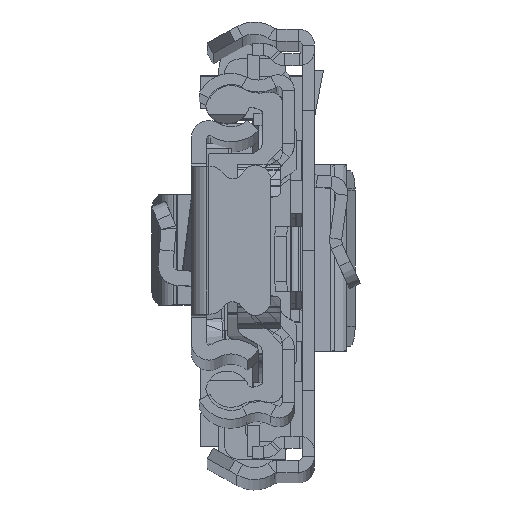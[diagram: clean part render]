
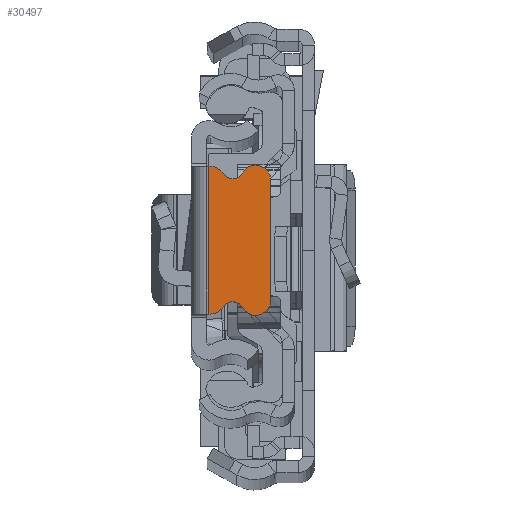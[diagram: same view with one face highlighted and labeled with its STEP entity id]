
A CAD part, top view. The second image highlights one B-rep face of the part: STEP entity #30497.
In plain terms, the highlighted planar face has unit normal (0, 0, 1).
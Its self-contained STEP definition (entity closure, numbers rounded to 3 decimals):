
#94 = VERTEX_POINT ( 'NONE', #28606 ) ;
#604 = CARTESIAN_POINT ( 'NONE',  ( -4.142, 7.236, 0. ) ) ;
#908 = CARTESIAN_POINT ( 'NONE',  ( -1.929, -7.37, 0. ) ) ;
#1647 = EDGE_CURVE ( 'NONE', #26132, #20672, #9144, .T. ) ;
#1994 = ORIENTED_EDGE ( 'NONE', *, *, #15721, .T. ) ;
#2031 = DIRECTION ( 'NONE',  ( -1., 0., 0. ) ) ;
#2041 = ORIENTED_EDGE ( 'NONE', *, *, #26469, .T. ) ;
#2843 = CARTESIAN_POINT ( 'NONE',  ( -3.206, -6.658, 0. ) ) ;
#2929 = CARTESIAN_POINT ( 'NONE',  ( -7.929, -6., 0. ) ) ;
#3000 = EDGE_LOOP ( 'NONE', ( #13789, #16305, #33295, #2041, #33963, #1994, #4305, #4860, #4811, #14833 ) ) ;
#3089 = DIRECTION ( 'NONE',  ( 1., 0., 0. ) ) ;
#3109 = CARTESIAN_POINT ( 'NONE',  ( -1.929, -7.37, 0. ) ) ;
#3407 = CARTESIAN_POINT ( 'NONE',  ( -6.429, -6., 0. ) ) ;
#3781 = AXIS2_PLACEMENT_3D ( 'NONE', #7351, #17923, #18102 ) ;
#4305 = ORIENTED_EDGE ( 'NONE', *, *, #5727, .T. ) ;
#4404 = AXIS2_PLACEMENT_3D ( 'NONE', #17701, #28622, #28803 ) ;
#4811 = ORIENTED_EDGE ( 'NONE', *, *, #22590, .T. ) ;
#4860 = ORIENTED_EDGE ( 'NONE', *, *, #26518, .T. ) ;
#5357 = DIRECTION ( 'NONE',  ( 1., 0., 0. ) ) ;
#5727 = EDGE_CURVE ( 'NONE', #18163, #31171, #32658, .T. ) ;
#5898 = DIRECTION ( 'NONE',  ( -1., 0., 0. ) ) ;
#6041 = DIRECTION ( 'NONE',  ( -1., 0., 0. ) ) ;
#6251 = CARTESIAN_POINT ( 'NONE',  ( -1.929, 7.37, 0. ) ) ;
#6332 = AXIS2_PLACEMENT_3D ( 'NONE', #15788, #18421, #2031 ) ;
#7351 = CARTESIAN_POINT ( 'NONE',  ( -1.929, -5.87, 0. ) ) ;
#7986 = EDGE_CURVE ( 'NONE', #29237, #21589, #17916, .T. ) ;
#8244 = DIRECTION ( 'NONE',  ( 1., 0., 0. ) ) ;
#8326 = CARTESIAN_POINT ( 'NONE',  ( -7.929, 6., 0. ) ) ;
#8693 = DIRECTION ( 'NONE',  ( 0., 0., 1. ) ) ;
#9144 = CIRCLE ( 'NONE', #6332, 1.5 ) ;
#9230 = AXIS2_PLACEMENT_3D ( 'NONE', #18958, #30035, #5898 ) ;
#9950 = CARTESIAN_POINT ( 'NONE',  ( -1.75, 0., 0. ) ) ;
#10521 = DIRECTION ( 'NONE',  ( 0., -1., 0. ) ) ;
#10629 = EDGE_CURVE ( 'NONE', #29237, #18065, #19796, .T. ) ;
#11239 = CARTESIAN_POINT ( 'NONE',  ( 592.771, 0., 0. ) ) ;
#13789 = ORIENTED_EDGE ( 'NONE', *, *, #21368, .F. ) ;
#14833 = ORIENTED_EDGE ( 'NONE', *, *, #25495, .F. ) ;
#15721 = EDGE_CURVE ( 'NONE', #20672, #18163, #27094, .T. ) ;
#15788 = CARTESIAN_POINT ( 'NONE',  ( -6.429, 6., 0. ) ) ;
#16305 = ORIENTED_EDGE ( 'NONE', *, *, #10629, .F. ) ;
#16570 = CIRCLE ( 'NONE', #9230, 1.1 ) ;
#17701 = CARTESIAN_POINT ( 'NONE',  ( -1.929, 5.87, 0. ) ) ;
#17916 = CIRCLE ( 'NONE', #4404, 1.5 ) ;
#17923 = DIRECTION ( 'NONE',  ( 0., 0., 1. ) ) ;
#18065 = VERTEX_POINT ( 'NONE', #21177 ) ;
#18102 = DIRECTION ( 'NONE',  ( 1., 0., 0. ) ) ;
#18163 = VERTEX_POINT ( 'NONE', #18693 ) ;
#18421 = DIRECTION ( 'NONE',  ( 0., 0., 1. ) ) ;
#18582 = DIRECTION ( 'NONE',  ( 0., -1., 0. ) ) ;
#18643 = FACE_OUTER_BOUND ( 'NONE', #3000, .T. ) ;
#18693 = CARTESIAN_POINT ( 'NONE',  ( -7.929, -6., 0. ) ) ;
#18958 = CARTESIAN_POINT ( 'NONE',  ( -4.142, -7.236, 0. ) ) ;
#19468 = CARTESIAN_POINT ( 'NONE',  ( -1.929, 7.37, 0. ) ) ;
#19633 = DIRECTION ( 'NONE',  ( 1., 0., 0. ) ) ;
#19796 = LINE ( 'NONE', #19468, #22266 ) ;
#20672 = VERTEX_POINT ( 'NONE', #8326 ) ;
#20725 = AXIS2_PLACEMENT_3D ( 'NONE', #11239, #31846, #8244 ) ;
#21177 = CARTESIAN_POINT ( 'NONE',  ( -1.75, 7.37, 0. ) ) ;
#21368 = EDGE_CURVE ( 'NONE', #18065, #94, #28618, .T. ) ;
#21589 = VERTEX_POINT ( 'NONE', #22780 ) ;
#21604 = DIRECTION ( 'NONE',  ( 0., 0., -1. ) ) ;
#22266 = VECTOR ( 'NONE', #19633, 1000. ) ;
#22590 = EDGE_CURVE ( 'NONE', #27337, #24151, #27427, .T. ) ;
#22780 = CARTESIAN_POINT ( 'NONE',  ( -3.206, 6.658, 0. ) ) ;
#24151 = VERTEX_POINT ( 'NONE', #3109 ) ;
#24625 = PLANE ( 'NONE',  #20725 ) ;
#24984 = AXIS2_PLACEMENT_3D ( 'NONE', #604, #21604, #3089 ) ;
#25234 = LINE ( 'NONE', #908, #33693 ) ;
#25495 = EDGE_CURVE ( 'NONE', #94, #24151, #25234, .T. ) ;
#25921 = AXIS2_PLACEMENT_3D ( 'NONE', #3407, #8693, #5357 ) ;
#26100 = CARTESIAN_POINT ( 'NONE',  ( -5.109, -6.713, 0. ) ) ;
#26132 = VERTEX_POINT ( 'NONE', #34331 ) ;
#26469 = EDGE_CURVE ( 'NONE', #21589, #26132, #31166, .T. ) ;
#26518 = EDGE_CURVE ( 'NONE', #31171, #27337, #16570, .T. ) ;
#27094 = LINE ( 'NONE', #2929, #32354 ) ;
#27337 = VERTEX_POINT ( 'NONE', #2843 ) ;
#27427 = CIRCLE ( 'NONE', #3781, 1.5 ) ;
#28606 = CARTESIAN_POINT ( 'NONE',  ( -1.75, -7.37, 0. ) ) ;
#28618 = LINE ( 'NONE', #9950, #29681 ) ;
#28622 = DIRECTION ( 'NONE',  ( 0., 0., 1. ) ) ;
#28803 = DIRECTION ( 'NONE',  ( -1., 0., 0. ) ) ;
#29237 = VERTEX_POINT ( 'NONE', #6251 ) ;
#29681 = VECTOR ( 'NONE', #18582, 1000. ) ;
#30035 = DIRECTION ( 'NONE',  ( 0., 0., -1. ) ) ;
#30497 = ADVANCED_FACE ( 'NONE', ( #18643 ), #24625, .T. ) ;
#31166 = CIRCLE ( 'NONE', #24984, 1.1 ) ;
#31171 = VERTEX_POINT ( 'NONE', #26100 ) ;
#31846 = DIRECTION ( 'NONE',  ( 0., 0., 1. ) ) ;
#32354 = VECTOR ( 'NONE', #10521, 1000. ) ;
#32658 = CIRCLE ( 'NONE', #25921, 1.5 ) ;
#33295 = ORIENTED_EDGE ( 'NONE', *, *, #7986, .T. ) ;
#33693 = VECTOR ( 'NONE', #6041, 1000. ) ;
#33963 = ORIENTED_EDGE ( 'NONE', *, *, #1647, .T. ) ;
#34331 = CARTESIAN_POINT ( 'NONE',  ( -5.109, 6.713, 0. ) ) ;
